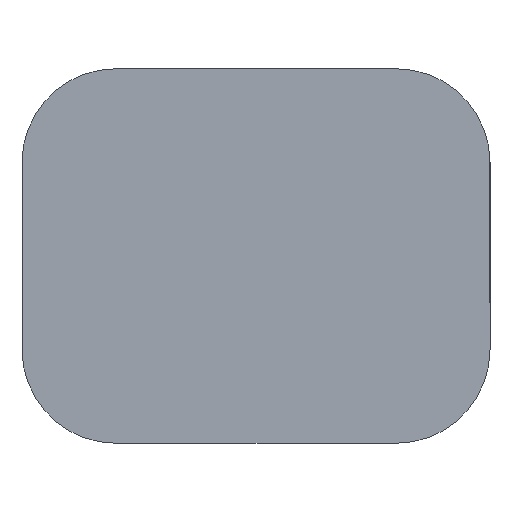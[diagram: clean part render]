
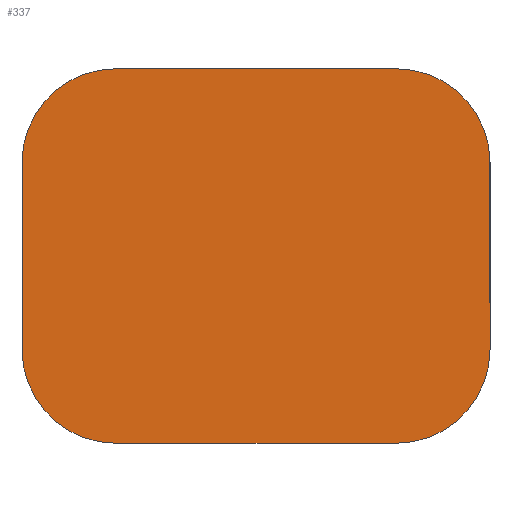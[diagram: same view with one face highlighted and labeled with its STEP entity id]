
A CAD part, front view. The second image highlights one B-rep face of the part: STEP entity #337.
In plain terms, the highlighted planar face has unit normal (0, -1, 0).
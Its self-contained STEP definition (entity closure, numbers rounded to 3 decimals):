
#33 = VECTOR ( 'NONE', #2563, 1000. ) ;
#59 = CARTESIAN_POINT ( 'NONE',  ( 10., -20., -70. ) ) ;
#95 = VERTEX_POINT ( 'NONE', #1126 ) ;
#145 = AXIS2_PLACEMENT_3D ( 'NONE', #2113, #2355, #1856 ) ;
#146 = LINE ( 'NONE', #1527, #829 ) ;
#174 = ORIENTED_EDGE ( 'NONE', *, *, #458, .T. ) ;
#207 = DIRECTION ( 'NONE',  ( -1., 0., 0. ) ) ;
#265 = EDGE_CURVE ( 'NONE', #1733, #1320, #657, .T. ) ;
#272 = CIRCLE ( 'NONE', #1753, 20. ) ;
#337 = ADVANCED_FACE ( 'NONE', ( #1432 ), #944, .F. ) ;
#366 = DIRECTION ( 'NONE',  ( 1., 0., 0. ) ) ;
#428 = DIRECTION ( 'NONE',  ( 0., 0., -1. ) ) ;
#458 = EDGE_CURVE ( 'NONE', #2459, #1784, #2872, .T. ) ;
#594 = VERTEX_POINT ( 'NONE', #59 ) ;
#657 = LINE ( 'NONE', #1571, #1676 ) ;
#777 = AXIS2_PLACEMENT_3D ( 'NONE', #2388, #1416, #3023 ) ;
#781 = CIRCLE ( 'NONE', #2467, 20. ) ;
#829 = VECTOR ( 'NONE', #366, 1000. ) ;
#841 = EDGE_CURVE ( 'NONE', #1668, #95, #781, .T. ) ;
#855 = DIRECTION ( 'NONE',  ( 0., -1., 0. ) ) ;
#863 = CIRCLE ( 'NONE', #2701, 20. ) ;
#880 = ORIENTED_EDGE ( 'NONE', *, *, #2616, .T. ) ;
#884 = ORIENTED_EDGE ( 'NONE', *, *, #2256, .F. ) ;
#944 = PLANE ( 'NONE',  #777 ) ;
#1097 = EDGE_CURVE ( 'NONE', #1668, #1784, #3039, .T. ) ;
#1126 = CARTESIAN_POINT ( 'NONE',  ( 70., -20., 10. ) ) ;
#1142 = ORIENTED_EDGE ( 'NONE', *, *, #1097, .F. ) ;
#1150 = CARTESIAN_POINT ( 'NONE',  ( 10., -20., 10. ) ) ;
#1171 = DIRECTION ( 'NONE',  ( 0., -1., 0. ) ) ;
#1218 = CARTESIAN_POINT ( 'NONE',  ( 90., -20., -50. ) ) ;
#1289 = DIRECTION ( 'NONE',  ( 0., 1., 0. ) ) ;
#1320 = VERTEX_POINT ( 'NONE', #2709 ) ;
#1385 = CARTESIAN_POINT ( 'NONE',  ( 10., -20., -50. ) ) ;
#1416 = DIRECTION ( 'NONE',  ( 0., 1., 0. ) ) ;
#1432 = FACE_OUTER_BOUND ( 'NONE', #2453, .T. ) ;
#1508 = CARTESIAN_POINT ( 'NONE',  ( 70., -20., -70. ) ) ;
#1527 = CARTESIAN_POINT ( 'NONE',  ( 10., -20., -70. ) ) ;
#1571 = CARTESIAN_POINT ( 'NONE',  ( -10., -20., -10. ) ) ;
#1585 = ORIENTED_EDGE ( 'NONE', *, *, #2901, .F. ) ;
#1618 = CARTESIAN_POINT ( 'NONE',  ( 10., -20., 10. ) ) ;
#1664 = CARTESIAN_POINT ( 'NONE',  ( 90., -20., -10. ) ) ;
#1668 = VERTEX_POINT ( 'NONE', #1664 ) ;
#1672 = VERTEX_POINT ( 'NONE', #1150 ) ;
#1676 = VECTOR ( 'NONE', #428, 1000. ) ;
#1683 = VECTOR ( 'NONE', #2665, 1000. ) ;
#1733 = VERTEX_POINT ( 'NONE', #2550 ) ;
#1753 = AXIS2_PLACEMENT_3D ( 'NONE', #1385, #1171, #207 ) ;
#1784 = VERTEX_POINT ( 'NONE', #1218 ) ;
#1856 = DIRECTION ( 'NONE',  ( -1., 0., 0. ) ) ;
#1959 = DIRECTION ( 'NONE',  ( -1., 0., 0. ) ) ;
#1990 = ORIENTED_EDGE ( 'NONE', *, *, #265, .T. ) ;
#2048 = CARTESIAN_POINT ( 'NONE',  ( 70., -20., -10. ) ) ;
#2062 = EDGE_CURVE ( 'NONE', #594, #2459, #146, .T. ) ;
#2067 = DIRECTION ( 'NONE',  ( -1., 0., 0. ) ) ;
#2095 = LINE ( 'NONE', #1618, #33 ) ;
#2113 = CARTESIAN_POINT ( 'NONE',  ( 70., -20., -50. ) ) ;
#2116 = ORIENTED_EDGE ( 'NONE', *, *, #2062, .T. ) ;
#2256 = EDGE_CURVE ( 'NONE', #1672, #95, #2095, .T. ) ;
#2355 = DIRECTION ( 'NONE',  ( 0., -1., 0. ) ) ;
#2388 = CARTESIAN_POINT ( 'NONE',  ( 10., -20., -10. ) ) ;
#2453 = EDGE_LOOP ( 'NONE', ( #1585, #1990, #880, #2116, #174, #1142, #2499, #884 ) ) ;
#2459 = VERTEX_POINT ( 'NONE', #1508 ) ;
#2467 = AXIS2_PLACEMENT_3D ( 'NONE', #2048, #855, #2067 ) ;
#2499 = ORIENTED_EDGE ( 'NONE', *, *, #841, .T. ) ;
#2550 = CARTESIAN_POINT ( 'NONE',  ( -10., -20., -10. ) ) ;
#2563 = DIRECTION ( 'NONE',  ( 1., 0., 0. ) ) ;
#2616 = EDGE_CURVE ( 'NONE', #1320, #594, #272, .T. ) ;
#2665 = DIRECTION ( 'NONE',  ( 0., 0., -1. ) ) ;
#2701 = AXIS2_PLACEMENT_3D ( 'NONE', #2711, #1289, #1959 ) ;
#2709 = CARTESIAN_POINT ( 'NONE',  ( -10., -20., -50. ) ) ;
#2711 = CARTESIAN_POINT ( 'NONE',  ( 10., -20., -10. ) ) ;
#2814 = CARTESIAN_POINT ( 'NONE',  ( 90., -20., -10. ) ) ;
#2872 = CIRCLE ( 'NONE', #145, 20. ) ;
#2901 = EDGE_CURVE ( 'NONE', #1733, #1672, #863, .T. ) ;
#3023 = DIRECTION ( 'NONE',  ( 0., 0., 1. ) ) ;
#3039 = LINE ( 'NONE', #2814, #1683 ) ;
